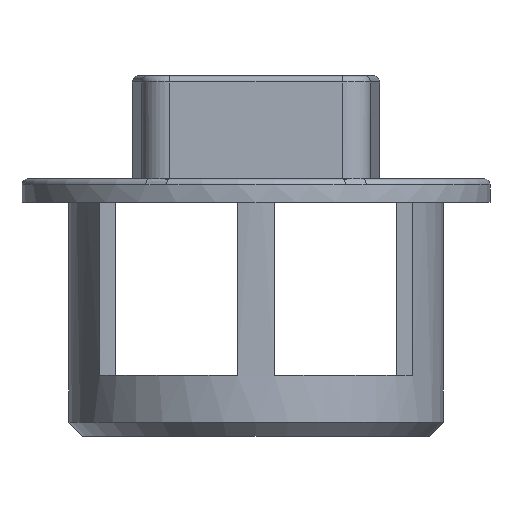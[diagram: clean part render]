
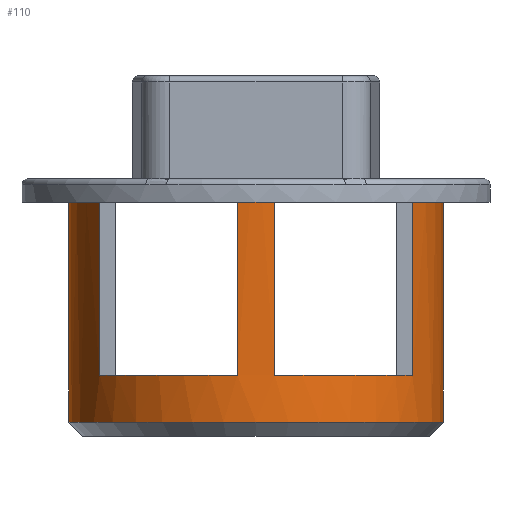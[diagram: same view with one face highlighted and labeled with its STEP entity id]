
A CAD part, front view. The second image highlights one B-rep face of the part: STEP entity #110.
In plain terms, the highlighted cylindrical face has radius 20 mm (diameter 40 mm), a partial arc.
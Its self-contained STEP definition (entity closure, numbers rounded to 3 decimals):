
#110=ADVANCED_FACE('',(#242),#243,.T.);
#242=FACE_OUTER_BOUND('',#460,.T.);
#243=CYLINDRICAL_SURFACE('',#461,20.0);
#460=EDGE_LOOP('',(#1022,#1023,#1024,#1025,#1026,#1027,#1028,#1029,#1030,#1031,#1032,#1033));
#461=AXIS2_PLACEMENT_3D('',#1034,#1035,#1036);
#1022=ORIENTED_EDGE('',*,*,#1785,.T.);
#1023=ORIENTED_EDGE('',*,*,#1826,.T.);
#1024=ORIENTED_EDGE('',*,*,#1790,.T.);
#1025=ORIENTED_EDGE('',*,*,#1803,.T.);
#1026=ORIENTED_EDGE('',*,*,#1827,.F.);
#1027=ORIENTED_EDGE('',*,*,#1828,.T.);
#1028=ORIENTED_EDGE('',*,*,#1829,.T.);
#1029=ORIENTED_EDGE('',*,*,#1797,.T.);
#1030=ORIENTED_EDGE('',*,*,#1830,.T.);
#1031=ORIENTED_EDGE('',*,*,#1831,.T.);
#1032=ORIENTED_EDGE('',*,*,#1832,.F.);
#1033=ORIENTED_EDGE('',*,*,#1805,.T.);
#1034=CARTESIAN_POINT('',(0.0,0.0,-25.0));
#1035=DIRECTION('',(0.0,0.0,-1.0));
#1036=DIRECTION('',(1.0,0.0,0.0));
#1785=EDGE_CURVE('',#2216,#2214,#2217,.T.);
#1790=EDGE_CURVE('',#2225,#2223,#2226,.T.);
#1797=EDGE_CURVE('',#2236,#2237,#2238,.T.);
#1803=EDGE_CURVE('',#2223,#2246,#2248,.T.);
#1805=EDGE_CURVE('',#2250,#2216,#2251,.T.);
#1826=EDGE_CURVE('',#2214,#2225,#2282,.T.);
#1827=EDGE_CURVE('',#2283,#2246,#2284,.T.);
#1828=EDGE_CURVE('',#2283,#2285,#2286,.T.);
#1829=EDGE_CURVE('',#2285,#2236,#2287,.T.);
#1830=EDGE_CURVE('',#2237,#2288,#2289,.T.);
#1831=EDGE_CURVE('',#2288,#2290,#2291,.T.);
#1832=EDGE_CURVE('',#2250,#2290,#2292,.T.);
#2214=VERTEX_POINT('',#2804);
#2216=VERTEX_POINT('',#2807);
#2217=LINE('',#2808,#2809);
#2223=VERTEX_POINT('',#2817);
#2225=VERTEX_POINT('',#2820);
#2226=LINE('',#2821,#2822);
#2236=VERTEX_POINT('',#2847);
#2237=VERTEX_POINT('',#2848);
#2238=CIRCLE('',#2849,20.0);
#2246=VERTEX_POINT('',#2859);
#2248=CIRCLE('',#2862,20.0);
#2250=VERTEX_POINT('',#2864);
#2251=CIRCLE('',#2865,20.0);
#2282=CIRCLE('',#2912,20.0);
#2283=VERTEX_POINT('',#2913);
#2284=LINE('',#2914,#2915);
#2285=VERTEX_POINT('',#2916);
#2286=CIRCLE('',#2917,20.0);
#2287=LINE('',#2918,#2919);
#2288=VERTEX_POINT('',#2920);
#2289=LINE('',#2921,#2922);
#2290=VERTEX_POINT('',#2923);
#2291=CIRCLE('',#2924,20.0);
#2292=LINE('',#2925,#2926);
#2804=CARTESIAN_POINT('',(-20.0,0.0,-23.5));
#2807=CARTESIAN_POINT('',(-20.0,0.0,0.0));
#2808=CARTESIAN_POINT('',(-20.0,0.0,-25.0));
#2809=VECTOR('',#3547,1000.0);
#2817=CARTESIAN_POINT('',(20.0,0.0,0.0));
#2820=CARTESIAN_POINT('',(20.0,0.0,-23.5));
#2821=CARTESIAN_POINT('',(20.0,0.0,-25.0));
#2822=VECTOR('',#3554,1000.0);
#2847=CARTESIAN_POINT('',(2.0,-19.9,0.));
#2848=CARTESIAN_POINT('',(-2.,-19.9,0.));
#2849=AXIS2_PLACEMENT_3D('',#3560,#3561,#3562);
#2859=CARTESIAN_POINT('',(16.703,-11.0,0.0));
#2862=AXIS2_PLACEMENT_3D('',#3572,#3573,#3574);
#2864=CARTESIAN_POINT('',(-16.703,-11.0,0.0));
#2865=AXIS2_PLACEMENT_3D('',#3578,#3579,#3580);
#2912=AXIS2_PLACEMENT_3D('',#3609,#3610,#3611);
#2913=CARTESIAN_POINT('',(16.703,-11.0,-18.5));
#2914=CARTESIAN_POINT('',(16.703,-11.0,-25.0));
#2915=VECTOR('',#3612,1000.0);
#2916=CARTESIAN_POINT('',(2.0,-19.9,-18.5));
#2917=AXIS2_PLACEMENT_3D('',#3613,#3614,#3615);
#2918=CARTESIAN_POINT('',(2.0,-19.9,-25.0));
#2919=VECTOR('',#3616,1000.0);
#2920=CARTESIAN_POINT('',(-2.0,-19.9,-18.5));
#2921=CARTESIAN_POINT('',(-2.0,-19.9,-25.0));
#2922=VECTOR('',#3617,1000.0);
#2923=CARTESIAN_POINT('',(-16.703,-11.0,-18.5));
#2924=AXIS2_PLACEMENT_3D('',#3618,#3619,#3620);
#2925=CARTESIAN_POINT('',(-16.703,-11.0,-25.0));
#2926=VECTOR('',#3621,1000.0);
#3547=DIRECTION('',(0.0,0.0,-1.0));
#3554=DIRECTION('',(-0.0,-0.0,1.0));
#3560=CARTESIAN_POINT('',(0.0,0.0,0.0));
#3561=DIRECTION('',(0.0,0.0,-1.0));
#3562=DIRECTION('',(1.0,0.0,0.0));
#3572=CARTESIAN_POINT('',(0.0,0.0,0.0));
#3573=DIRECTION('',(0.0,0.0,-1.0));
#3574=DIRECTION('',(1.0,0.0,0.0));
#3578=CARTESIAN_POINT('',(0.0,0.0,0.0));
#3579=DIRECTION('',(0.0,0.0,-1.0));
#3580=DIRECTION('',(1.0,0.0,0.0));
#3609=CARTESIAN_POINT('',(0.0,0.0,-23.5));
#3610=DIRECTION('',(0.0,0.0,1.0));
#3611=DIRECTION('',(-1.0,0.0,0.0));
#3612=DIRECTION('',(-0.0,-0.0,1.0));
#3613=CARTESIAN_POINT('',(0.0,0.0,-18.5));
#3614=DIRECTION('',(0.0,0.0,-1.0));
#3615=DIRECTION('',(-1.0,0.0,0.0));
#3616=DIRECTION('',(-0.0,-0.0,1.0));
#3617=DIRECTION('',(0.0,0.0,-1.0));
#3618=CARTESIAN_POINT('',(0.0,0.0,-18.5));
#3619=DIRECTION('',(0.,0.0,-1.0));
#3620=DIRECTION('',(-1.0,0.0,0.));
#3621=DIRECTION('',(0.0,0.0,-1.0));
